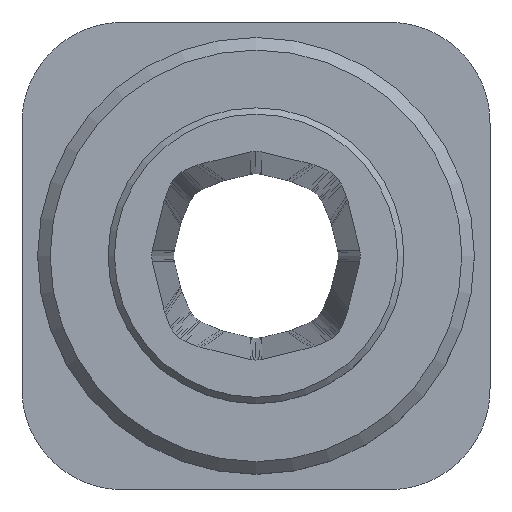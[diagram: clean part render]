
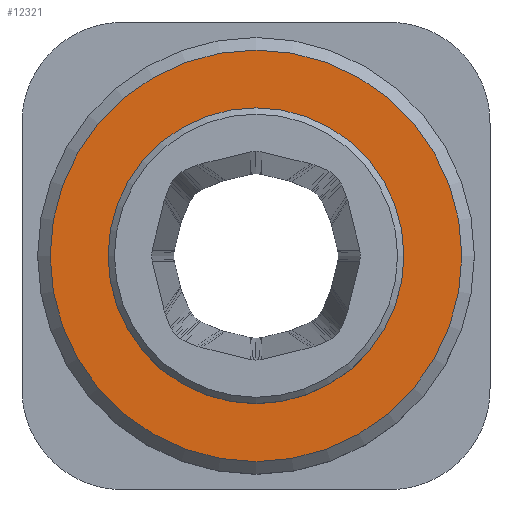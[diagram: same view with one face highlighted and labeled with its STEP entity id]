
A CAD part, top view. The second image highlights one B-rep face of the part: STEP entity #12321.
In plain terms, the highlighted planar face has unit normal (0, 0, 1).
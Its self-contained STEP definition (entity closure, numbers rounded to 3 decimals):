
#10129 = CONICAL_SURFACE('',#10130,17.35,0.785);
#10130 = AXIS2_PLACEMENT_3D('',#10131,#10132,#10133);
#10131 = CARTESIAN_POINT('',(0.,0.,7.7));
#10132 = DIRECTION('',(-0.,-0.,-1.));
#10133 = DIRECTION('',(1.,0.,0.));
#10184 = EDGE_CURVE('',#10185,#10185,#10187,.T.);
#10185 = VERTEX_POINT('',#10186);
#10186 = CARTESIAN_POINT('',(16.35,0.,8.7));
#10187 = SURFACE_CURVE('',#10188,(#10193,#10200),.PCURVE_S1.);
#10188 = CIRCLE('',#10189,16.35);
#10189 = AXIS2_PLACEMENT_3D('',#10190,#10191,#10192);
#10190 = CARTESIAN_POINT('',(0.,0.,8.7));
#10191 = DIRECTION('',(0.,0.,1.));
#10192 = DIRECTION('',(1.,0.,0.));
#10193 = PCURVE('',#10129,#10194);
#10194 = DEFINITIONAL_REPRESENTATION('',(#10195),#10199);
#10195 = LINE('',#10196,#10197);
#10196 = CARTESIAN_POINT('',(-0.,-1.));
#10197 = VECTOR('',#10198,1.);
#10198 = DIRECTION('',(-1.,-0.));
#10199 = ( GEOMETRIC_REPRESENTATION_CONTEXT(2) 
PARAMETRIC_REPRESENTATION_CONTEXT() REPRESENTATION_CONTEXT('2D SPACE',''
  ) );
#10200 = PCURVE('',#10201,#10206);
#10201 = PLANE('',#10202);
#10202 = AXIS2_PLACEMENT_3D('',#10203,#10204,#10205);
#10203 = CARTESIAN_POINT('',(0.,0.,8.7));
#10204 = DIRECTION('',(0.,0.,1.));
#10205 = DIRECTION('',(1.,0.,0.));
#10206 = DEFINITIONAL_REPRESENTATION('',(#10207),#10211);
#10207 = CIRCLE('',#10208,16.35);
#10208 = AXIS2_PLACEMENT_2D('',#10209,#10210);
#10209 = CARTESIAN_POINT('',(0.,0.));
#10210 = DIRECTION('',(1.,0.));
#10211 = ( GEOMETRIC_REPRESENTATION_CONTEXT(2) 
PARAMETRIC_REPRESENTATION_CONTEXT() REPRESENTATION_CONTEXT('2D SPACE',''
  ) );
#12321 = ADVANCED_FACE('',(#12322,#12325),#10201,.T.);
#12322 = FACE_BOUND('',#12323,.T.);
#12323 = EDGE_LOOP('',(#12324));
#12324 = ORIENTED_EDGE('',*,*,#10184,.T.);
#12325 = FACE_BOUND('',#12326,.T.);
#12326 = EDGE_LOOP('',(#12327));
#12327 = ORIENTED_EDGE('',*,*,#12328,.F.);
#12328 = EDGE_CURVE('',#12329,#12329,#12331,.T.);
#12329 = VERTEX_POINT('',#12330);
#12330 = CARTESIAN_POINT('',(11.75,0.,8.7));
#12331 = SURFACE_CURVE('',#12332,(#12337,#12344),.PCURVE_S1.);
#12332 = CIRCLE('',#12333,11.75);
#12333 = AXIS2_PLACEMENT_3D('',#12334,#12335,#12336);
#12334 = CARTESIAN_POINT('',(0.,0.,8.7));
#12335 = DIRECTION('',(0.,0.,1.));
#12336 = DIRECTION('',(1.,0.,0.));
#12337 = PCURVE('',#10201,#12338);
#12338 = DEFINITIONAL_REPRESENTATION('',(#12339),#12343);
#12339 = CIRCLE('',#12340,11.75);
#12340 = AXIS2_PLACEMENT_2D('',#12341,#12342);
#12341 = CARTESIAN_POINT('',(0.,0.));
#12342 = DIRECTION('',(1.,0.));
#12343 = ( GEOMETRIC_REPRESENTATION_CONTEXT(2) 
PARAMETRIC_REPRESENTATION_CONTEXT() REPRESENTATION_CONTEXT('2D SPACE',''
  ) );
#12344 = PCURVE('',#12345,#12350);
#12345 = CYLINDRICAL_SURFACE('',#12346,11.75);
#12346 = AXIS2_PLACEMENT_3D('',#12347,#12348,#12349);
#12347 = CARTESIAN_POINT('',(0.,0.,0.));
#12348 = DIRECTION('',(0.,0.,1.));
#12349 = DIRECTION('',(1.,0.,0.));
#12350 = DEFINITIONAL_REPRESENTATION('',(#12351),#12355);
#12351 = LINE('',#12352,#12353);
#12352 = CARTESIAN_POINT('',(0.,8.7));
#12353 = VECTOR('',#12354,1.);
#12354 = DIRECTION('',(1.,0.));
#12355 = ( GEOMETRIC_REPRESENTATION_CONTEXT(2) 
PARAMETRIC_REPRESENTATION_CONTEXT() REPRESENTATION_CONTEXT('2D SPACE',''
  ) );
